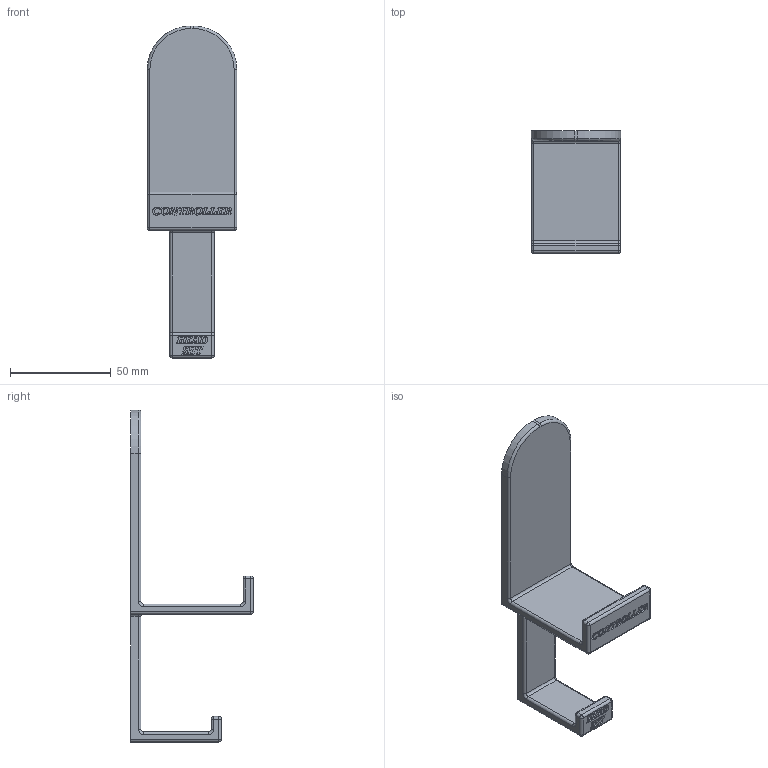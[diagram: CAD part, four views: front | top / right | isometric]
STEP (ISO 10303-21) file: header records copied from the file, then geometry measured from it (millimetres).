
FILE_DESCRIPTION(/* description */ (''),/* implementation_level */ '2;1');
FILE_NAME(/* name */ 'PS5 Accessory Holder Blank v3.step',/* time_stamp */ '2024-09-16T12:39:37-04:00',/* author */ (''),/* organization */ (''),/* preprocessor_version */ 'ST-DEVELOPER v20',/* originating_system */ 'Autodesk Translation Framework v13.14.0.145',/* authorisation */ '');
FILE_SCHEMA (('AUTOMOTIVE_DESIGN { 1 0 10303 214 3 1 1 }'));
Length unit declared in the file: millimetre
Products named in the file (1): PS5 Accessory Holder Blank
Bounding box: 44.45 x 60.96 x 165.1 mm (x, y, z)
Volume: 49687.8 mm3; surface area: 23086.5 mm2
Topology: 1 solids, 1 shells, 477 faces, 1296 edges, 844 vertices
Faces by surface type: plane 295, bspline 118, cylinder 40, sphere 12, torus 12
Entity records: 15942 total; most frequent: CARTESIAN_POINT 4624, ORIENTED_EDGE 2592, DIRECTION 1872, EDGE_CURVE 1296, LINE 968, VECTOR 968, VERTEX_POINT 844, EDGE_LOOP 500
